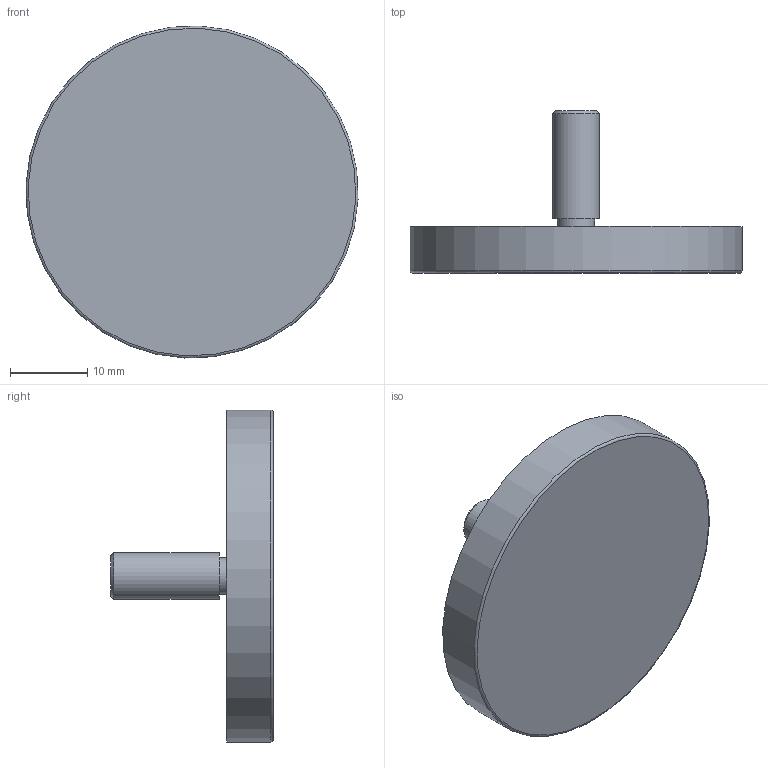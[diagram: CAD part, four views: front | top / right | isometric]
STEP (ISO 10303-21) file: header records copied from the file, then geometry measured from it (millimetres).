
FILE_DESCRIPTION(/* description */ (''),/* implementation_level */ '2;1');
FILE_NAME(/* name */ 'GM17518 -.stp',/* time_stamp */ '2019-10-01T13:25:16+02:00',/* author */ ('PV'),/* organization */ (''),/* preprocessor_version */ 'ST-DEVELOPER v17.2',/* originating_system */ 'Autodesk Inventor 2019',/* authorisation */ '');
FILE_SCHEMA (('AUTOMOTIVE_DESIGN { 1 0 10303 214 3 1 1 }'));
Length unit declared in the file: millimetre
Products named in the file (5): GM17518; E0117079; E0117081; E0117077; E0117080
Assembly tree (9 placements, depth 2):
  GM17518
    E0117079
    E0117081
    E0117077
    E0117080  x6
Bounding box: 42.96 x 21 x 42.96 mm (x, y, z)
Volume: 9102.2 mm3; surface area: 16124.2 mm2
Topology: 9 solids, 9 shells, 237 faces, 620 edges, 418 vertices
Faces by surface type: plane 119, bspline 96, cylinder 20, cone 1, torus 1
Full cylindrical faces by diameter (mm): 4.8 x1, 6 x1, 8 x1, 12 x12, 40 x2, 42 x2, 43 x1
Entity records: 2307 total; most frequent: CARTESIAN_POINT 594, ORIENTED_EDGE 310, DIRECTION 292, EDGE_CURVE 155, AXIS2_PLACEMENT_3D 109, VERTEX_POINT 108, EDGE_LOOP 81, LINE 74
